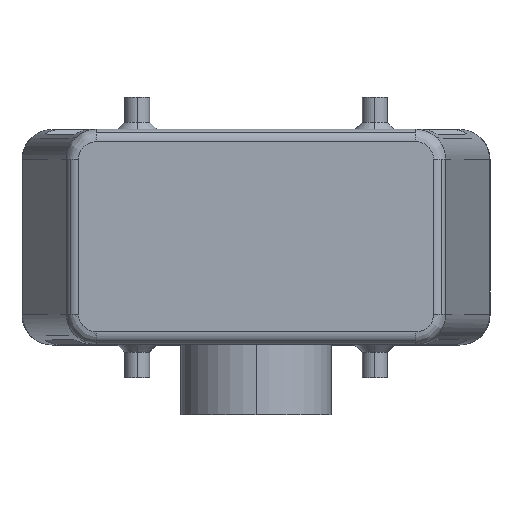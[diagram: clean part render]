
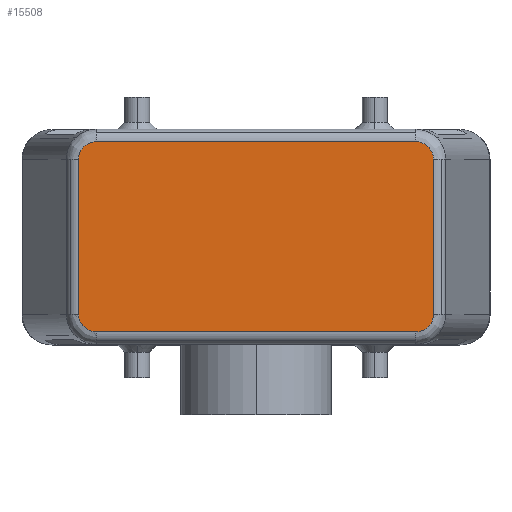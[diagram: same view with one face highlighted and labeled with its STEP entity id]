
A CAD part, top view. The second image highlights one B-rep face of the part: STEP entity #15508.
In plain terms, the highlighted planar face has unit normal (0, 0, 1).
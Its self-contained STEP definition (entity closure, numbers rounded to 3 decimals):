
#399=CARTESIAN_POINT('',(-35.448,-15.5,76.0));
#400=VERTEX_POINT('',#399);
#408=CARTESIAN_POINT('',(-35.448,15.5,76.0));
#409=VERTEX_POINT('',#408);
#410=CARTESIAN_POINT('',(-35.448,-15.5,76.0));
#411=DIRECTION('',(0.0,1.0,0.0));
#412=VECTOR('',#411,31.);
#413=LINE('',#410,#412);
#414=EDGE_CURVE('',#400,#409,#413,.T.);
#15341=CARTESIAN_POINT('',(31.88,19.0,76.0));
#15342=VERTEX_POINT('',#15341);
#15350=CARTESIAN_POINT('',(35.448,15.5,76.0));
#15351=VERTEX_POINT('',#15350);
#15352=CARTESIAN_POINT('',(31.88,15.5,76.0));
#15353=DIRECTION('',(0.0,0.0,-1.0));
#15354=DIRECTION('',(1.0,0.0,0.0));
#15355=AXIS2_PLACEMENT_3D('',#15352,#15353,#15354);
#15356=ELLIPSE('',#15355,3.569,3.5);
#15357=EDGE_CURVE('',#15342,#15351,#15356,.T.);
#15441=CARTESIAN_POINT('',(35.448,-15.5,76.0));
#15442=VERTEX_POINT('',#15441);
#15443=CARTESIAN_POINT('',(35.448,15.5,76.0));
#15444=DIRECTION('',(0.0,-1.0,0.0));
#15445=VECTOR('',#15444,31.);
#15446=LINE('',#15443,#15445);
#15447=EDGE_CURVE('',#15351,#15442,#15446,.T.);
#15459=CARTESIAN_POINT('',(37.5,0.0,76.0));
#15460=DIRECTION('',(0.0,0.0,1.0));
#15461=DIRECTION('',(1.0,0.0,0.0));
#15462=AXIS2_PLACEMENT_3D('',#15459,#15460,#15461);
#15463=PLANE('',#15462);
#15464=ORIENTED_EDGE('',*,*,#15357,.F.);
#15465=CARTESIAN_POINT('',(-31.88,19.0,76.0));
#15466=VERTEX_POINT('',#15465);
#15467=CARTESIAN_POINT('',(-31.88,19.0,76.0));
#15468=DIRECTION('',(1.0,0.0,0.0));
#15469=VECTOR('',#15468,63.76);
#15470=LINE('',#15467,#15469);
#15471=EDGE_CURVE('',#15466,#15342,#15470,.T.);
#15472=ORIENTED_EDGE('',*,*,#15471,.F.);
#15473=CARTESIAN_POINT('',(-31.88,15.5,76.0));
#15474=DIRECTION('',(0.0,0.0,-1.0));
#15475=DIRECTION('',(-1.0,0.0,0.0));
#15476=AXIS2_PLACEMENT_3D('',#15473,#15474,#15475);
#15477=ELLIPSE('',#15476,3.569,3.5);
#15478=EDGE_CURVE('',#409,#15466,#15477,.T.);
#15479=ORIENTED_EDGE('',*,*,#15478,.F.);
#15480=ORIENTED_EDGE('',*,*,#414,.F.);
#15481=CARTESIAN_POINT('',(-31.88,-19.0,76.0));
#15482=VERTEX_POINT('',#15481);
#15483=CARTESIAN_POINT('',(-31.88,-15.5,76.0));
#15484=DIRECTION('',(0.0,0.0,-1.0));
#15485=DIRECTION('',(-1.0,0.0,0.0));
#15486=AXIS2_PLACEMENT_3D('',#15483,#15484,#15485);
#15487=ELLIPSE('',#15486,3.569,3.5);
#15488=EDGE_CURVE('',#15482,#400,#15487,.T.);
#15489=ORIENTED_EDGE('',*,*,#15488,.F.);
#15490=CARTESIAN_POINT('',(31.88,-19.0,76.0));
#15491=VERTEX_POINT('',#15490);
#15492=CARTESIAN_POINT('',(31.88,-19.0,76.0));
#15493=DIRECTION('',(-1.0,0.0,0.0));
#15494=VECTOR('',#15493,63.76);
#15495=LINE('',#15492,#15494);
#15496=EDGE_CURVE('',#15491,#15482,#15495,.T.);
#15497=ORIENTED_EDGE('',*,*,#15496,.F.);
#15498=CARTESIAN_POINT('',(31.88,-15.5,76.0));
#15499=DIRECTION('',(0.0,0.0,-1.0));
#15500=DIRECTION('',(1.0,0.0,0.0));
#15501=AXIS2_PLACEMENT_3D('',#15498,#15499,#15500);
#15502=ELLIPSE('',#15501,3.569,3.5);
#15503=EDGE_CURVE('',#15442,#15491,#15502,.T.);
#15504=ORIENTED_EDGE('',*,*,#15503,.F.);
#15505=ORIENTED_EDGE('',*,*,#15447,.F.);
#15506=EDGE_LOOP('',(#15464,#15472,#15479,#15480,#15489,#15497,#15504,#15505));
#15507=FACE_OUTER_BOUND('',#15506,.T.);
#15508=ADVANCED_FACE('',(#15507),#15463,.T.);
